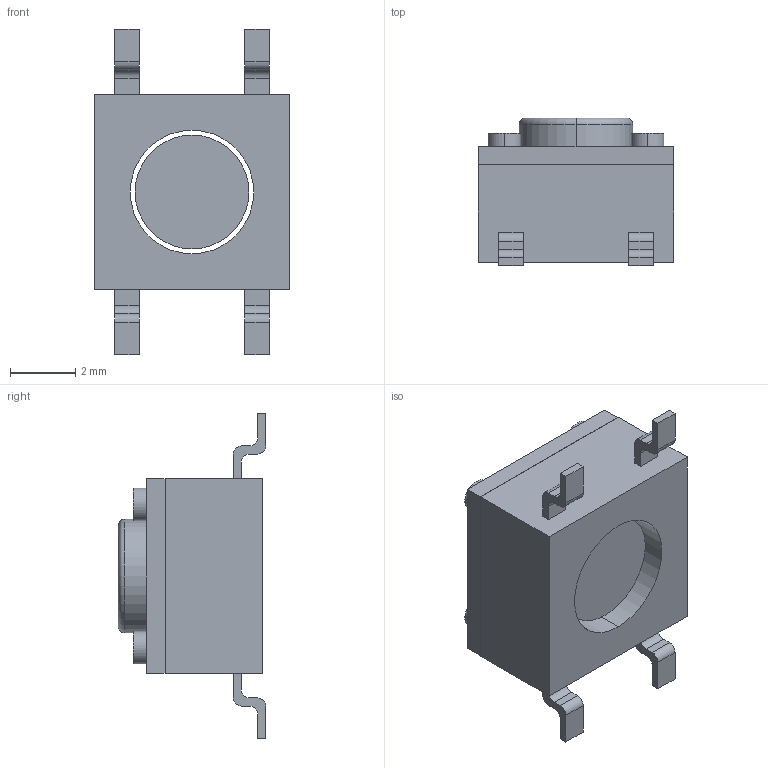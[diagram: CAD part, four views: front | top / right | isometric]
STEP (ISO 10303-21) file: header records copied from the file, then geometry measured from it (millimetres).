
FILE_DESCRIPTION (( 'STEP AP214' ), '1' );
FILE_NAME ('User Library-PUSH BUTTON-3.STEP', '2010-10-18T21:12:51', ( 'SysAdmin' ), ( 'SolidWorks' ), 'SwSTEP 2.0', 'SolidWorks 2010', '' );
FILE_SCHEMA (( 'AUTOMOTIVE_DESIGN' ));
Length unit declared in the file: millimetre
Products named in the file (1): User Library-PUSH BUTTON-3
Bounding box: 6 x 4.54 x 10 mm (x, y, z)
Volume: 128.4 mm3; surface area: 264.1 mm2
Topology: 2 solids, 2 shells, 83 faces, 208 edges, 138 vertices
Faces by surface type: plane 53, cylinder 28, torus 2
Entity records: 2852 total; most frequent: DIRECTION 436, CARTESIAN_POINT 430, ORIENTED_EDGE 416, EDGE_CURVE 208, VECTOR 148, LINE 148, AXIS2_PLACEMENT_3D 144, VERTEX_POINT 138
